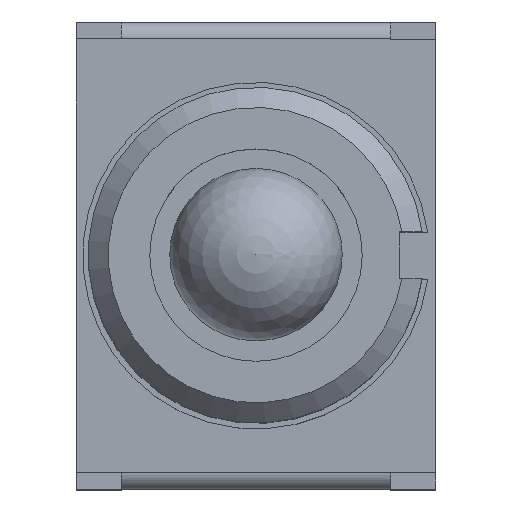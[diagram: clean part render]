
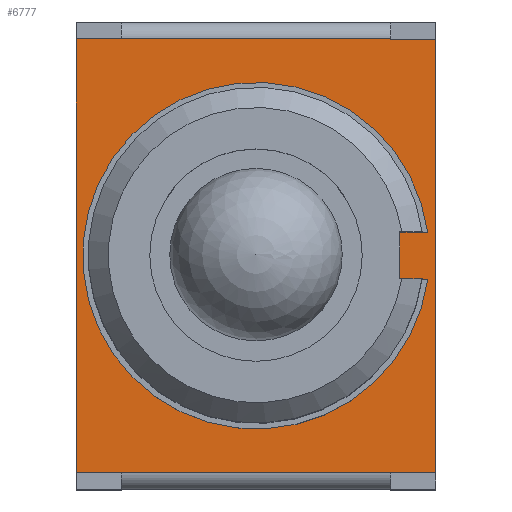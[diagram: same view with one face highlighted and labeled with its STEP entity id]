
A CAD part, top view. The second image highlights one B-rep face of the part: STEP entity #6777.
In plain terms, the highlighted planar face has unit normal (0, 0, 1).
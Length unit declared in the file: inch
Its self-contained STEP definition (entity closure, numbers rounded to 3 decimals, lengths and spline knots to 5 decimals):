
#140=FACE_BOUND('',#770,.T.);
#356=FACE_OUTER_BOUND('',#769,.T.);
#769=EDGE_LOOP('',(#4908,#4909,#4910,#4911,#4912,#4913,#4914,#4915,#4916,
#4917));
#770=EDGE_LOOP('',(#4918,#4919,#4920,#4921));
#1104=LINE('',#9978,#1839);
#1108=LINE('',#9985,#1843);
#1110=LINE('',#9988,#1845);
#1301=LINE('',#10464,#2036);
#1303=LINE('',#10469,#2038);
#1305=LINE('',#10472,#2040);
#1308=LINE('',#10479,#2043);
#1310=LINE('',#10484,#2045);
#1315=LINE('',#10494,#2050);
#1317=LINE('',#10497,#2052);
#1319=LINE('',#10503,#2054);
#1328=LINE('',#10522,#2063);
#1329=LINE('',#10525,#2064);
#1839=VECTOR('',#7873,0.3937);
#1843=VECTOR('',#7881,0.3937);
#1845=VECTOR('',#7885,0.3937);
#2036=VECTOR('',#8312,0.3937);
#2038=VECTOR('',#8316,0.3937);
#2040=VECTOR('',#8320,0.3937);
#2043=VECTOR('',#8327,0.3937);
#2045=VECTOR('',#8331,0.3937);
#2050=VECTOR('',#8338,0.3937);
#2052=VECTOR('',#8342,0.3937);
#2054=VECTOR('',#8348,0.3937);
#2063=VECTOR('',#8369,0.3937);
#2064=VECTOR('',#8374,0.3937);
#2561=CIRCLE('',#7117,0.24094);
#2778=VERTEX_POINT('',#9933);
#2779=VERTEX_POINT('',#9935);
#2789=VERTEX_POINT('',#9977);
#2790=VERTEX_POINT('',#9983);
#2847=VERTEX_POINT('',#10132);
#2850=VERTEX_POINT('',#10139);
#2954=VERTEX_POINT('',#10457);
#2957=VERTEX_POINT('',#10462);
#2959=VERTEX_POINT('',#10467);
#2961=VERTEX_POINT('',#10477);
#2963=VERTEX_POINT('',#10482);
#2964=VERTEX_POINT('',#10487);
#2967=VERTEX_POINT('',#10492);
#2969=VERTEX_POINT('',#10501);
#3399=EDGE_CURVE('',#2779,#2778,#2561,.T.);
#3419=EDGE_CURVE('',#2789,#2779,#1104,.T.);
#3423=EDGE_CURVE('',#2778,#2790,#1108,.T.);
#3425=EDGE_CURVE('',#2790,#2789,#1110,.T.);
#3662=EDGE_CURVE('',#2957,#2954,#1301,.T.);
#3664=EDGE_CURVE('',#2847,#2959,#1303,.T.);
#3666=EDGE_CURVE('',#2959,#2954,#1305,.T.);
#3670=EDGE_CURVE('',#2957,#2961,#1308,.T.);
#3672=EDGE_CURVE('',#2850,#2963,#1310,.T.);
#3677=EDGE_CURVE('',#2967,#2964,#1315,.T.);
#3679=EDGE_CURVE('',#2963,#2964,#1317,.T.);
#3682=EDGE_CURVE('',#2967,#2969,#1319,.T.);
#3692=EDGE_CURVE('',#2969,#2847,#1328,.T.);
#3694=EDGE_CURVE('',#2850,#2961,#1329,.T.);
#4908=ORIENTED_EDGE('',*,*,#3670,.T.);
#4909=ORIENTED_EDGE('',*,*,#3694,.F.);
#4910=ORIENTED_EDGE('',*,*,#3672,.T.);
#4911=ORIENTED_EDGE('',*,*,#3679,.T.);
#4912=ORIENTED_EDGE('',*,*,#3677,.F.);
#4913=ORIENTED_EDGE('',*,*,#3682,.T.);
#4914=ORIENTED_EDGE('',*,*,#3692,.T.);
#4915=ORIENTED_EDGE('',*,*,#3664,.T.);
#4916=ORIENTED_EDGE('',*,*,#3666,.T.);
#4917=ORIENTED_EDGE('',*,*,#3662,.F.);
#4918=ORIENTED_EDGE('',*,*,#3399,.T.);
#4919=ORIENTED_EDGE('',*,*,#3423,.T.);
#4920=ORIENTED_EDGE('',*,*,#3425,.T.);
#4921=ORIENTED_EDGE('',*,*,#3419,.T.);
#6500=PLANE('',#7274);
#6777=ADVANCED_FACE('',(#356,#140),#6500,.T.);
#7117=AXIS2_PLACEMENT_3D('',#9936,#7827,#7828);
#7274=AXIS2_PLACEMENT_3D('',#10524,#8372,#8373);
#7827=DIRECTION('center_axis',(0.,0.,
-1.));
#7828=DIRECTION('ref_axis',(-1.,0.,0.));
#7873=DIRECTION('',(1.,0.,0.));
#7881=DIRECTION('',(-1.,0.,0.));
#7885=DIRECTION('',(0.,-1.,0.));
#8312=DIRECTION('',(-1.,0.,0.));
#8316=DIRECTION('',(-1.,0.,0.));
#8320=DIRECTION('',(0.,-1.,0.));
#8327=DIRECTION('',(0.,-1.,0.));
#8331=DIRECTION('',(1.,0.,0.));
#8338=DIRECTION('',(1.,0.,0.));
#8342=DIRECTION('',(0.,1.,0.));
#8348=DIRECTION('',(0.,1.,0.));
#8369=DIRECTION('',(-1.,0.,0.));
#8372=DIRECTION('center_axis',(0.,0.,
1.));
#8373=DIRECTION('ref_axis',(1.,0.,0.));
#8374=DIRECTION('',(-1.,0.,0.));
#9933=CARTESIAN_POINT('',(0.23875,0.03248,0.41496));
#9935=CARTESIAN_POINT('',(0.23875,-0.03248,0.41496));
#9936=CARTESIAN_POINT('Origin',(0.,0.,
0.41496));
#9977=CARTESIAN_POINT('',(0.19989,-0.03248,0.41496));
#9978=CARTESIAN_POINT('',(0.09995,-0.03248,0.41496));
#9983=CARTESIAN_POINT('',(0.19989,0.03248,0.41496));
#9985=CARTESIAN_POINT('',(0.1155,0.03248,0.41496));
#9988=CARTESIAN_POINT('',(0.19989,0.16693,0.41496));
#10132=CARTESIAN_POINT('',(-0.18701,0.30138,0.41496));
#10139=CARTESIAN_POINT('',(0.18701,-0.30138,0.41496));
#10457=CARTESIAN_POINT('',(-0.25,-0.30098,0.41496));
#10462=CARTESIAN_POINT('',(-0.18701,-0.30098,0.41496));
#10464=CARTESIAN_POINT('',(-0.18701,-0.30098,0.41496));
#10467=CARTESIAN_POINT('',(-0.25,0.30138,0.41496));
#10469=CARTESIAN_POINT('',(-0.18701,0.30138,0.41496));
#10472=CARTESIAN_POINT('',(-0.25,-0.30098,0.41496));
#10477=CARTESIAN_POINT('',(-0.18701,-0.30138,0.41496));
#10479=CARTESIAN_POINT('',(-0.18701,-0.30138,0.41496));
#10482=CARTESIAN_POINT('',(0.25,-0.30138,0.41496));
#10484=CARTESIAN_POINT('',(0.18701,-0.30138,0.41496));
#10487=CARTESIAN_POINT('',(0.25,0.30098,0.41496));
#10492=CARTESIAN_POINT('',(0.18701,0.30098,0.41496));
#10494=CARTESIAN_POINT('',(0.18701,0.30098,0.41496));
#10497=CARTESIAN_POINT('',(0.25,0.30098,0.41496));
#10501=CARTESIAN_POINT('',(0.18701,0.30138,0.41496));
#10503=CARTESIAN_POINT('',(0.18701,-0.30138,0.41496));
#10522=CARTESIAN_POINT('',(0.,0.30138,0.41496));
#10524=CARTESIAN_POINT('Origin',(0.,0.30138,
0.41496));
#10525=CARTESIAN_POINT('',(0.,-0.30138,0.41496));
